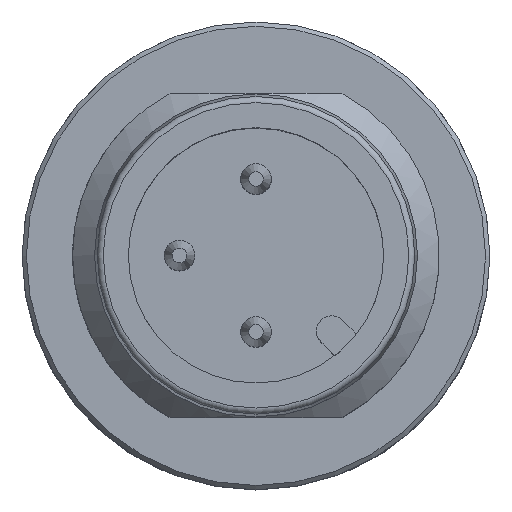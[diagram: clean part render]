
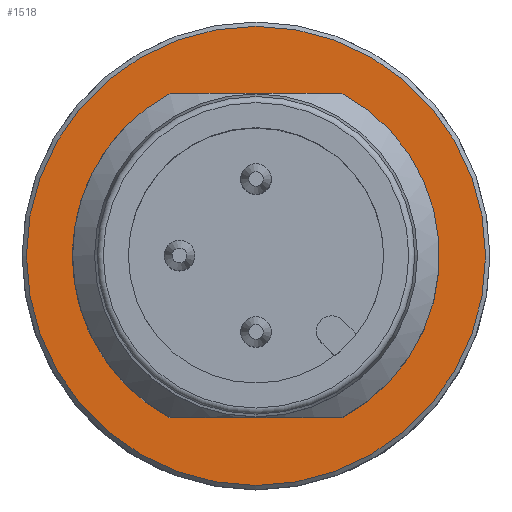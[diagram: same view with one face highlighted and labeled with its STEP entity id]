
A CAD part, top view. The second image highlights one B-rep face of the part: STEP entity #1518.
In plain terms, the highlighted planar face has unit normal (0, 0, 1).
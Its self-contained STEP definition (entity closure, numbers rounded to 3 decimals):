
#117=LINE('',#2303,#169);
#118=LINE('',#2304,#170);
#169=VECTOR('',#1939,1000.);
#170=VECTOR('',#1940,1000.);
#359=ORIENTED_EDGE('',*,*,#547,.F.);
#360=ORIENTED_EDGE('',*,*,#548,.F.);
#361=ORIENTED_EDGE('',*,*,#453,.T.);
#362=ORIENTED_EDGE('',*,*,#549,.F.);
#363=ORIENTED_EDGE('',*,*,#455,.T.);
#453=EDGE_CURVE('',#579,#580,#671,.T.);
#455=EDGE_CURVE('',#582,#581,#672,.T.);
#547=EDGE_CURVE('',#651,#651,#717,.T.);
#548=EDGE_CURVE('',#579,#581,#117,.T.);
#549=EDGE_CURVE('',#582,#580,#118,.T.);
#579=VERTEX_POINT('',#2056);
#580=VERTEX_POINT('',#2058);
#581=VERTEX_POINT('',#2062);
#582=VERTEX_POINT('',#2064);
#651=VERTEX_POINT('',#2302);
#671=CIRCLE('',#1561,6.);
#672=CIRCLE('',#1563,6.);
#717=CIRCLE('',#1651,7.509);
#801=EDGE_LOOP('',(#359));
#802=EDGE_LOOP('',(#360,#361,#362,#363));
#909=FACE_BOUND('',#801,.T.);
#910=FACE_BOUND('',#802,.T.);
#957=PLANE('',#1650);
#1518=ADVANCED_FACE('',(#909,#910),#957,.F.);
#1561=AXIS2_PLACEMENT_3D('',#2059,#1719,#1720);
#1563=AXIS2_PLACEMENT_3D('',#2063,#1724,#1725);
#1650=AXIS2_PLACEMENT_3D('',#2300,#1935,#1936);
#1651=AXIS2_PLACEMENT_3D('',#2301,#1937,#1938);
#1719=DIRECTION('',(0.,0.,-1.));
#1720=DIRECTION('',(-1.,0.,0.));
#1724=DIRECTION('',(0.,0.,-1.));
#1725=DIRECTION('',(-1.,0.,0.));
#1935=DIRECTION('',(0.,0.,-1.));
#1936=DIRECTION('',(-1.,0.,0.));
#1937=DIRECTION('',(0.,0.,-1.));
#1938=DIRECTION('',(-1.,0.,0.));
#1939=DIRECTION('',(-1.,0.,0.));
#1940=DIRECTION('',(1.,0.,0.));
#2056=CARTESIAN_POINT('',(2.812,5.3,-10.6));
#2058=CARTESIAN_POINT('',(2.812,-5.3,-10.6));
#2059=CARTESIAN_POINT('',(0.,0.,-10.6));
#2062=CARTESIAN_POINT('',(-2.812,5.3,-10.6));
#2063=CARTESIAN_POINT('',(0.,0.,-10.6));
#2064=CARTESIAN_POINT('',(-2.812,-5.3,-10.6));
#2300=CARTESIAN_POINT('',(0.,6.,-10.6));
#2301=CARTESIAN_POINT('',(0.,0.,-10.6));
#2302=CARTESIAN_POINT('',(-7.509,0.,-10.6));
#2303=CARTESIAN_POINT('',(11.,5.3,-10.6));
#2304=CARTESIAN_POINT('',(-11.,-5.3,-10.6));
